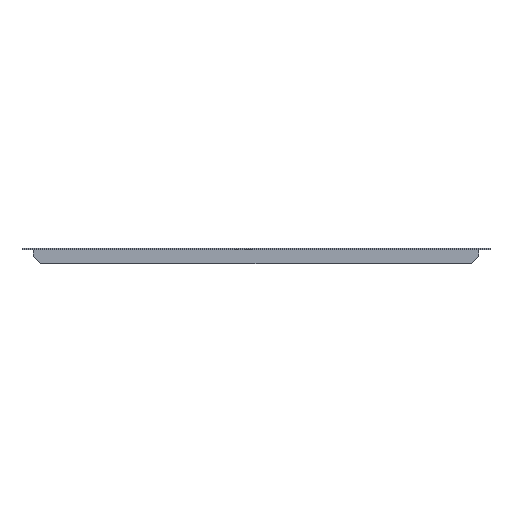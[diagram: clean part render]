
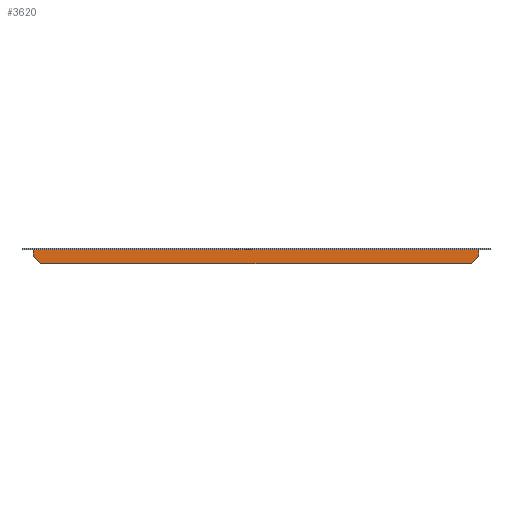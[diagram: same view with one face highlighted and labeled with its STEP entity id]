
A CAD part, front view. The second image highlights one B-rep face of the part: STEP entity #3620.
In plain terms, the highlighted planar face has unit normal (0, -1, 0).
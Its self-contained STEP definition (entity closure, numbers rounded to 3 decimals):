
#33 = VERTEX_POINT ( 'NONE', #2203 ) ;
#117 = DIRECTION ( 'NONE',  ( 0., 0., 1. ) ) ;
#450 = VECTOR ( 'NONE', #6948, 1000. ) ;
#676 = LINE ( 'NONE', #747, #8139 ) ;
#747 = CARTESIAN_POINT ( 'NONE',  ( 238., -22., 0. ) ) ;
#937 = DIRECTION ( 'NONE',  ( -1., 0., 0. ) ) ;
#1306 = EDGE_CURVE ( 'NONE', #5853, #33, #6450, .T. ) ;
#1323 = EDGE_CURVE ( 'NONE', #1813, #33, #7575, .T. ) ;
#1793 = CARTESIAN_POINT ( 'NONE',  ( 230., -22., -15. ) ) ;
#1813 = VERTEX_POINT ( 'NONE', #11044 ) ;
#2203 = CARTESIAN_POINT ( 'NONE',  ( -230., -22., -15. ) ) ;
#2250 = EDGE_CURVE ( 'NONE', #4542, #14926, #4878, .T. ) ;
#2832 = FACE_OUTER_BOUND ( 'NONE', #4183, .T. ) ;
#2902 = DIRECTION ( 'NONE',  ( 0., 1., 0. ) ) ;
#3235 = EDGE_CURVE ( 'NONE', #14926, #5113, #676, .T. ) ;
#3620 = ADVANCED_FACE ( 'NONE', ( #2832 ), #7427, .F. ) ;
#4049 = CARTESIAN_POINT ( 'NONE',  ( 238., -22., -15. ) ) ;
#4183 = EDGE_LOOP ( 'NONE', ( #10592, #7106, #9787, #7721, #7808, #5927 ) ) ;
#4238 = CARTESIAN_POINT ( 'NONE',  ( 238., -22., -7. ) ) ;
#4542 = VERTEX_POINT ( 'NONE', #4238 ) ;
#4792 = VECTOR ( 'NONE', #117, 1000. ) ;
#4878 = LINE ( 'NONE', #11898, #4792 ) ;
#5113 = VERTEX_POINT ( 'NONE', #7433 ) ;
#5248 = DIRECTION ( 'NONE',  ( 0.707, 0., -0.707 ) ) ;
#5853 = VERTEX_POINT ( 'NONE', #1793 ) ;
#5927 = ORIENTED_EDGE ( 'NONE', *, *, #3235, .T. ) ;
#6450 = LINE ( 'NONE', #14769, #12925 ) ;
#6865 = LINE ( 'NONE', #13509, #13741 ) ;
#6948 = DIRECTION ( 'NONE',  ( 0.707, 0., 0.707 ) ) ;
#7106 = ORIENTED_EDGE ( 'NONE', *, *, #1323, .T. ) ;
#7427 = PLANE ( 'NONE',  #14393 ) ;
#7433 = CARTESIAN_POINT ( 'NONE',  ( -238., -22., 0. ) ) ;
#7504 = DIRECTION ( 'NONE',  ( 0., 0., 1. ) ) ;
#7575 = LINE ( 'NONE', #12196, #8453 ) ;
#7721 = ORIENTED_EDGE ( 'NONE', *, *, #10893, .T. ) ;
#7808 = ORIENTED_EDGE ( 'NONE', *, *, #2250, .T. ) ;
#8078 = LINE ( 'NONE', #14966, #450 ) ;
#8139 = VECTOR ( 'NONE', #14813, 1000. ) ;
#8453 = VECTOR ( 'NONE', #5248, 1000. ) ;
#9787 = ORIENTED_EDGE ( 'NONE', *, *, #1306, .F. ) ;
#10592 = ORIENTED_EDGE ( 'NONE', *, *, #11199, .F. ) ;
#10893 = EDGE_CURVE ( 'NONE', #5853, #4542, #8078, .T. ) ;
#11044 = CARTESIAN_POINT ( 'NONE',  ( -238., -22., -7. ) ) ;
#11080 = CARTESIAN_POINT ( 'NONE',  ( 238., -22., 0. ) ) ;
#11199 = EDGE_CURVE ( 'NONE', #1813, #5113, #6865, .T. ) ;
#11478 = DIRECTION ( 'NONE',  ( 0., 0., 1. ) ) ;
#11898 = CARTESIAN_POINT ( 'NONE',  ( 238., -22., -15. ) ) ;
#12196 = CARTESIAN_POINT ( 'NONE',  ( 4., -22., -249. ) ) ;
#12925 = VECTOR ( 'NONE', #937, 1000. ) ;
#13509 = CARTESIAN_POINT ( 'NONE',  ( -238., -22., -15. ) ) ;
#13741 = VECTOR ( 'NONE', #11478, 1000. ) ;
#14393 = AXIS2_PLACEMENT_3D ( 'NONE', #4049, #2902, #7504 ) ;
#14769 = CARTESIAN_POINT ( 'NONE',  ( 238., -22., -15. ) ) ;
#14813 = DIRECTION ( 'NONE',  ( -1., 0., 0. ) ) ;
#14926 = VERTEX_POINT ( 'NONE', #11080 ) ;
#14966 = CARTESIAN_POINT ( 'NONE',  ( 234., -22., -11. ) ) ;
